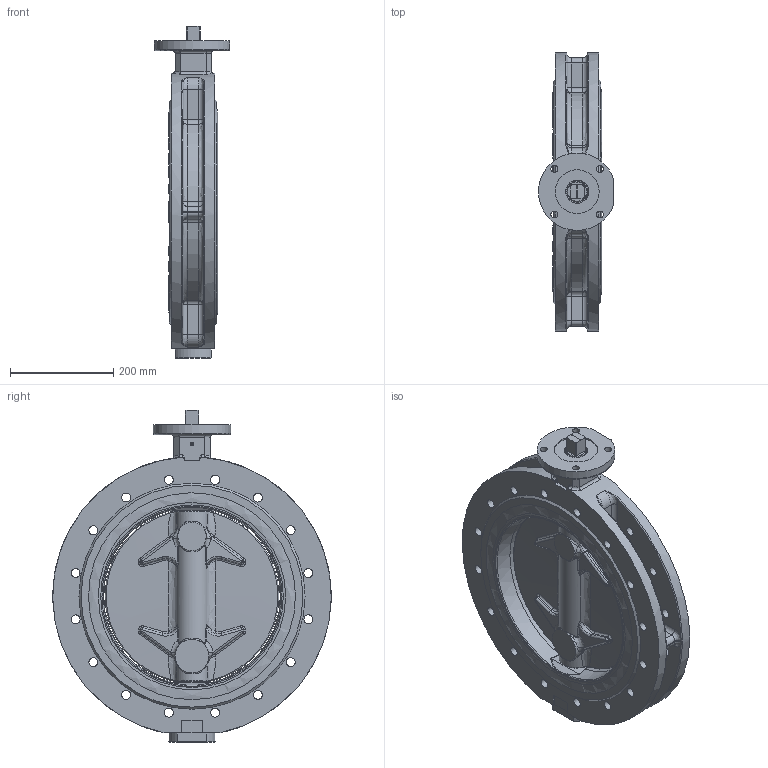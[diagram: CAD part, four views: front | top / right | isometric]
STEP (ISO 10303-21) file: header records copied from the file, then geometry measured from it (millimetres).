
FILE_DESCRIPTION((''),'2;1');
FILE_NAME('F012-K1 DN350.stp','2007-09-27T11:26:27',('hellwig'),(''),'Autodesk Inventor 11','Autodesk Inventor 11','');
FILE_SCHEMA(('AUTOMOTIVE_DESIGN { 1 0 10303 214 1 1 1 1 }'));
Length unit declared in the file: millimetre
Products named in the file (1): Bauteil37
Bounding box: 145.5 x 540 x 643.4 mm (x, y, z)
Volume: 10910614.9 mm3; surface area: 1170332.8 mm2
Topology: 19 solids, 19 shells, 1400 faces, 3555 edges, 2187 vertices
Faces by surface type: bspline 614, plane 403, cylinder 239, cone 59, torus 59, sphere 26
Full cylindrical faces by diameter (mm): 6 x4, 10 x4, 25 x1, 30 x2, 30.2 x1, 32 x1, 35.5 x4, 40 x10, 40.1 x2, 40.2 x6, 40.35 x4, 46 x2, 47 x3, 53 x1, 60 x2, 386 x1, 391 x1
Entity records: 74916 total; most frequent: CARTESIAN_POINT 46012, ORIENTED_EDGE 6426, DIRECTION 4815, EDGE_CURVE 3213, VERTEX_POINT 2097, AXIS2_PLACEMENT_3D 1822, EDGE_LOOP 1754, FACE_OUTER_BOUND 1400
